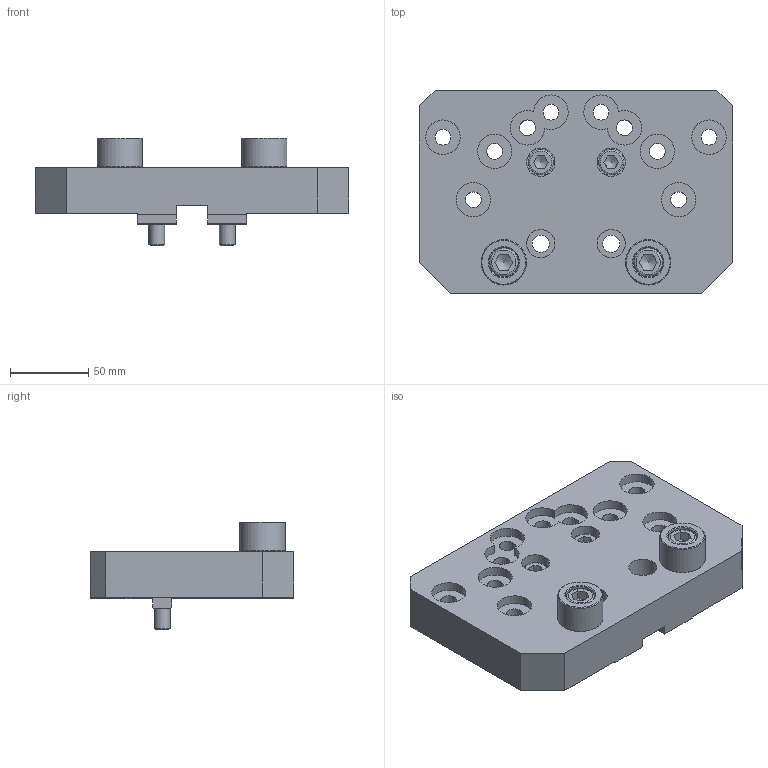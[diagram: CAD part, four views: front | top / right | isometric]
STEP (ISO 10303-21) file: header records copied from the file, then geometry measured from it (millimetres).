
FILE_DESCRIPTION((''),'2;1');
FILE_NAME('303-0200-004-Kunde.stp','2015-02-04T16:39:46',('adam'),(''),'Autodesk Inventor 2013','Autodesk Inventor 2013','');
FILE_SCHEMA(('AUTOMOTIVE_DESIGN { 1 0 10303 214 1 1 1 1 }'));
Length unit declared in the file: millimetre
Products named in the file (1): 303-0200-004-Kunde
Bounding box: 200 x 130 x 69 mm (x, y, z)
Volume: 701360.8 mm3; surface area: 101545.4 mm2
Topology: 1 solids, 5 shells, 170 faces, 386 edges, 248 vertices
Faces by surface type: plane 92, cylinder 50, cone 18, torus 10
Full cylindrical faces by diameter (mm): 4.917 x2, 10 x2, 10.106 x12, 11 x4, 12 x2, 13 x2, 16 x2, 18 x6, 19 x2, 22 x10, 29 x2
Entity records: 4512 total; most frequent: CARTESIAN_POINT 751, DIRECTION 742, ORIENTED_EDGE 596, EDGE_CURVE 298, EDGE_LOOP 298, AXIS2_PLACEMENT_3D 297, VERTEX_POINT 234, STYLED_ITEM 171
